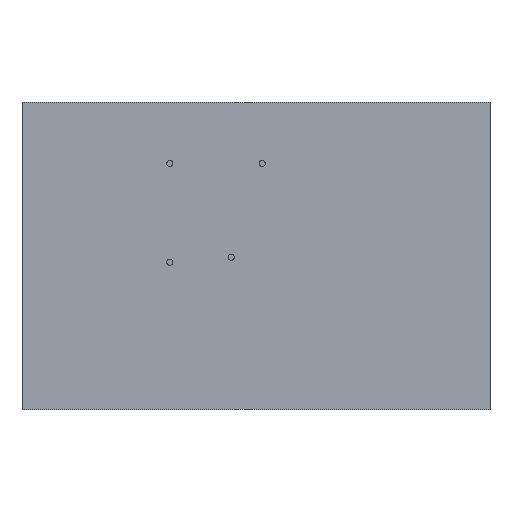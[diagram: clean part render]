
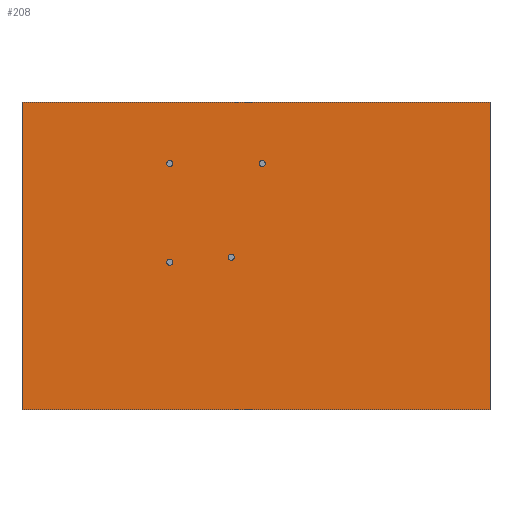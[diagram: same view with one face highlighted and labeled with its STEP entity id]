
A CAD part, top view. The second image highlights one B-rep face of the part: STEP entity #208.
In plain terms, the highlighted planar face has unit normal (0, 0, 1).
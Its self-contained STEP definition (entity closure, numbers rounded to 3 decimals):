
#18=FACE_BOUND('',#59,.T.);
#19=FACE_BOUND('',#60,.T.);
#20=FACE_BOUND('',#61,.T.);
#21=FACE_BOUND('',#62,.T.);
#30=PLANE('',#253);
#44=FACE_OUTER_BOUND('',#58,.T.);
#58=EDGE_LOOP('',(#180,#181,#182,#183));
#59=EDGE_LOOP('',(#184));
#60=EDGE_LOOP('',(#185));
#61=EDGE_LOOP('',(#186));
#62=EDGE_LOOP('',(#187));
#70=LINE('',#353,#86);
#73=LINE('',#359,#89);
#76=LINE('',#365,#92);
#79=LINE('',#369,#95);
#86=VECTOR('',#297,10.);
#89=VECTOR('',#302,10.);
#92=VECTOR('',#307,10.);
#95=VECTOR('',#312,10.);
#97=CIRCLE('',#235,2.5);
#99=CIRCLE('',#239,2.5);
#101=CIRCLE('',#243,2.5);
#103=CIRCLE('',#247,2.5);
#105=VERTEX_POINT('',#321);
#107=VERTEX_POINT('',#328);
#109=VERTEX_POINT('',#335);
#111=VERTEX_POINT('',#342);
#114=VERTEX_POINT('',#350);
#115=VERTEX_POINT('',#352);
#117=VERTEX_POINT('',#358);
#119=VERTEX_POINT('',#364);
#122=EDGE_CURVE('',#105,#105,#97,.T.);
#125=EDGE_CURVE('',#107,#107,#99,.T.);
#128=EDGE_CURVE('',#109,#109,#101,.T.);
#131=EDGE_CURVE('',#111,#111,#103,.T.);
#134=EDGE_CURVE('',#115,#114,#70,.T.);
#137=EDGE_CURVE('',#117,#115,#73,.T.);
#140=EDGE_CURVE('',#119,#117,#76,.T.);
#143=EDGE_CURVE('',#114,#119,#79,.T.);
#180=ORIENTED_EDGE('',*,*,#143,.T.);
#181=ORIENTED_EDGE('',*,*,#140,.T.);
#182=ORIENTED_EDGE('',*,*,#137,.T.);
#183=ORIENTED_EDGE('',*,*,#134,.T.);
#184=ORIENTED_EDGE('',*,*,#122,.T.);
#185=ORIENTED_EDGE('',*,*,#125,.T.);
#186=ORIENTED_EDGE('',*,*,#128,.T.);
#187=ORIENTED_EDGE('',*,*,#131,.T.);
#208=ADVANCED_FACE('',(#44,#18,#19,#20,#21),#30,.T.);
#235=AXIS2_PLACEMENT_3D('',#323,#262,#263);
#239=AXIS2_PLACEMENT_3D('',#330,#271,#272);
#243=AXIS2_PLACEMENT_3D('',#337,#280,#281);
#247=AXIS2_PLACEMENT_3D('',#344,#289,#290);
#253=AXIS2_PLACEMENT_3D('',#370,#313,#314);
#262=DIRECTION('center_axis',(0.,0.,-1.));
#263=DIRECTION('ref_axis',(1.,0.,0.));
#271=DIRECTION('center_axis',(0.,0.,-1.));
#272=DIRECTION('ref_axis',(1.,0.,0.));
#280=DIRECTION('center_axis',(0.,0.,-1.));
#281=DIRECTION('ref_axis',(1.,0.,0.));
#289=DIRECTION('center_axis',(0.,0.,-1.));
#290=DIRECTION('ref_axis',(1.,0.,0.));
#297=DIRECTION('',(0.,-1.,0.));
#302=DIRECTION('',(-1.,0.,0.));
#307=DIRECTION('',(0.,1.,0.));
#312=DIRECTION('',(1.,0.,0.));
#313=DIRECTION('center_axis',(0.,0.,1.));
#314=DIRECTION('ref_axis',(1.,0.,0.));
#321=CARTESIAN_POINT('',(-22.665,-0.939,6.));
#323=CARTESIAN_POINT('Origin',(-20.165,-0.939,6.));
#328=CARTESIAN_POINT('',(-72.5,-5.,6.));
#330=CARTESIAN_POINT('Origin',(-70.,-5.,6.));
#335=CARTESIAN_POINT('',(-72.5,75.,6.));
#337=CARTESIAN_POINT('Origin',(-70.,75.,6.));
#342=CARTESIAN_POINT('',(2.5,75.,6.));
#344=CARTESIAN_POINT('Origin',(5.,75.,6.));
#350=CARTESIAN_POINT('',(-190.,-125.,6.));
#352=CARTESIAN_POINT('',(-190.,125.,6.));
#353=CARTESIAN_POINT('',(-190.,125.,6.));
#358=CARTESIAN_POINT('',(190.,125.,6.));
#359=CARTESIAN_POINT('',(190.,125.,6.));
#364=CARTESIAN_POINT('',(190.,-125.,6.));
#365=CARTESIAN_POINT('',(190.,-125.,6.));
#369=CARTESIAN_POINT('',(-190.,-125.,6.));
#370=CARTESIAN_POINT('Origin',(0.,0.,6.));
